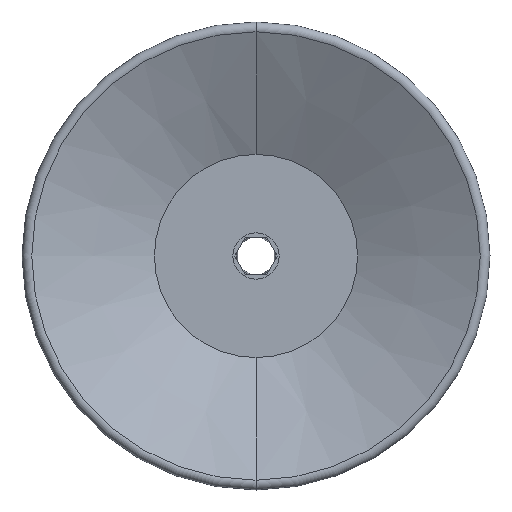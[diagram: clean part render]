
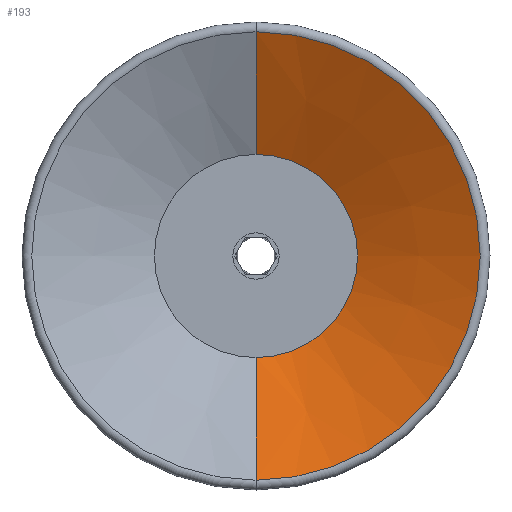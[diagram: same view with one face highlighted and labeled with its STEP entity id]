
A CAD part, front view. The second image highlights one B-rep face of the part: STEP entity #193.
In plain terms, the highlighted conical face has half-angle 63.597 degrees and reference radius 16.5 mm.
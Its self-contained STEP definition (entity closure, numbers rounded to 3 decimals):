
#193=ADVANCED_FACE('',(#497),#498,.F.);
#497=FACE_OUTER_BOUND('',#922,.T.);
#498=CONICAL_SURFACE('',#923,16.5,1.11);
#922=EDGE_LOOP('',(#5165,#5166,#5167,#5168));
#923=AXIS2_PLACEMENT_3D('',#5169,#5170,#5171);
#5165=ORIENTED_EDGE('',*,*,#6136,.F.);
#5166=ORIENTED_EDGE('',*,*,#6148,.T.);
#5167=ORIENTED_EDGE('',*,*,#6138,.T.);
#5168=ORIENTED_EDGE('',*,*,#6131,.F.);
#5169=CARTESIAN_POINT('',(0.0,-13.0,0.0));
#5170=DIRECTION('',(0.0,-1.0,-0.0));
#5171=DIRECTION('',(0.0,0.0,-1.0));
#6131=EDGE_CURVE('',#6624,#6625,#6626,.T.);
#6136=EDGE_CURVE('',#6631,#6624,#6633,.T.);
#6138=EDGE_CURVE('',#6630,#6625,#6635,.T.);
#6148=EDGE_CURVE('',#6631,#6630,#6649,.T.);
#6624=VERTEX_POINT('',#7721);
#6625=VERTEX_POINT('',#7722);
#6626=CIRCLE('',#7723,36.411);
#6630=VERTEX_POINT('',#7727);
#6631=VERTEX_POINT('',#7728);
#6633=LINE('',#7730,#7731);
#6635=LINE('',#7733,#7734);
#6649=CIRCLE('',#7750,16.5);
#7721=CARTESIAN_POINT('',(0.,-22.885,36.411));
#7722=CARTESIAN_POINT('',(0.0,-22.885,-36.411));
#7723=AXIS2_PLACEMENT_3D('',#9522,#9523,#9524);
#7727=CARTESIAN_POINT('',(0.0,-13.0,-16.5));
#7728=CARTESIAN_POINT('',(0.,-13.0,16.5));
#7730=CARTESIAN_POINT('',(0.,-13.0,16.5));
#7731=VECTOR('',#9534,1000.0);
#7733=CARTESIAN_POINT('',(0.0,-13.0,-16.5));
#7734=VECTOR('',#9538,1000.0);
#7750=AXIS2_PLACEMENT_3D('',#9553,#9554,#9555);
#9522=CARTESIAN_POINT('',(0.0,-22.885,0.0));
#9523=DIRECTION('',(0.0,1.0,0.0));
#9524=DIRECTION('',(0.0,0.0,1.0));
#9534=DIRECTION('',(0.,-0.445,0.896));
#9538=DIRECTION('',(0.0,-0.445,-0.896));
#9553=CARTESIAN_POINT('',(0.0,-13.0,0.0));
#9554=DIRECTION('',(0.0,1.0,0.0));
#9555=DIRECTION('',(0.0,0.0,1.0));
